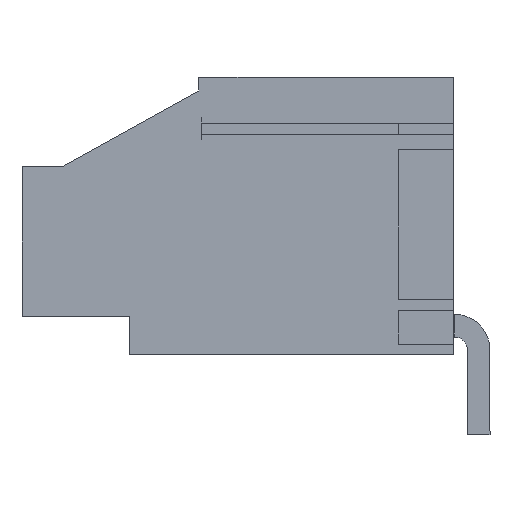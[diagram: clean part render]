
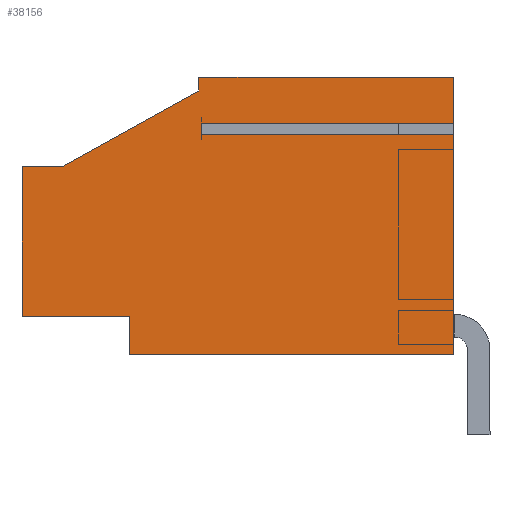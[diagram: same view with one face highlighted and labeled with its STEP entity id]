
A CAD part, left-side view. The second image highlights one B-rep face of the part: STEP entity #38156.
In plain terms, the highlighted planar face has unit normal (-1, 0, 0).
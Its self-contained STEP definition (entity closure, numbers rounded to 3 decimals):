
#38120=AXIS2_PLACEMENT_3D('Plane Axis2P3D',#38117,#38118,#38119) ;
#37702=CARTESIAN_POINT('Vertex',(-66.04,18.57,11.963)) ;
#37709=CARTESIAN_POINT('Vertex',(-66.04,18.57,6.022)) ;
#37712=CARTESIAN_POINT('Line Origine',(-66.04,18.57,8.992)) ;
#37745=CARTESIAN_POINT('Vertex',(-66.04,16.958,11.963)) ;
#37748=CARTESIAN_POINT('Line Origine',(-66.04,17.764,11.963)) ;
#37769=CARTESIAN_POINT('Vertex',(-66.04,11.55,14.961)) ;
#37772=CARTESIAN_POINT('Line Origine',(-66.04,14.254,13.462)) ;
#37796=CARTESIAN_POINT('Line Origine',(-66.04,11.55,15.239)) ;
#37800=CARTESIAN_POINT('Vertex',(-66.04,11.55,15.517)) ;
#37820=CARTESIAN_POINT('Line Origine',(-66.04,6.5,15.517)) ;
#37824=CARTESIAN_POINT('Vertex',(-66.04,1.45,15.517)) ;
#37862=CARTESIAN_POINT('Vertex',(-66.04,1.45,13.692)) ;
#37904=CARTESIAN_POINT('Vertex',(-66.04,1.45,13.242)) ;
#37907=CARTESIAN_POINT('Line Origine',(-66.04,1.45,8.879)) ;
#37911=CARTESIAN_POINT('Vertex',(-66.04,1.45,4.517)) ;
#37919=CARTESIAN_POINT('Line Origine',(-66.04,1.45,14.604)) ;
#38010=CARTESIAN_POINT('Vertex',(-66.04,14.3,4.517)) ;
#38028=CARTESIAN_POINT('Line Origine',(-66.04,7.875,4.517)) ;
#38061=CARTESIAN_POINT('Vertex',(-66.04,14.3,6.022)) ;
#38064=CARTESIAN_POINT('Line Origine',(-66.04,14.3,5.269)) ;
#38105=CARTESIAN_POINT('Line Origine',(-66.04,16.435,6.022)) ;
#38117=CARTESIAN_POINT('Axis2P3D Location',(-66.04,10.01,10.017)) ;
#38122=CARTESIAN_POINT('Line Origine',(-66.04,6.45,13.242)) ;
#38126=CARTESIAN_POINT('Vertex',(-66.04,11.45,13.242)) ;
#38129=CARTESIAN_POINT('Line Origine',(-66.04,11.45,13.467)) ;
#38133=CARTESIAN_POINT('Vertex',(-66.04,11.45,13.692)) ;
#38136=CARTESIAN_POINT('Line Origine',(-66.04,6.45,13.692)) ;
#37713=DIRECTION('Vector Direction',(0.,0.,1.)) ;
#37749=DIRECTION('Vector Direction',(0.,-1.,0.)) ;
#37773=DIRECTION('Vector Direction',(0.,-0.875,0.485)) ;
#37797=DIRECTION('Vector Direction',(0.,0.,-1.)) ;
#37821=DIRECTION('Vector Direction',(0.,1.,0.)) ;
#37908=DIRECTION('Vector Direction',(0.,0.,1.)) ;
#37920=DIRECTION('Vector Direction',(0.,0.,1.)) ;
#38029=DIRECTION('Vector Direction',(0.,1.,0.)) ;
#38065=DIRECTION('Vector Direction',(0.,0.,1.)) ;
#38106=DIRECTION('Vector Direction',(0.,-1.,0.)) ;
#38118=DIRECTION('Axis2P3D Direction',(-1.,0.,0.)) ;
#38119=DIRECTION('Axis2P3D XDirection',(0.,0.,1.)) ;
#38123=DIRECTION('Vector Direction',(0.,1.,0.)) ;
#38130=DIRECTION('Vector Direction',(0.,0.,1.)) ;
#38137=DIRECTION('Vector Direction',(0.,1.,0.)) ;
#37714=VECTOR('Line Direction',#37713,1.) ;
#37750=VECTOR('Line Direction',#37749,1.) ;
#37774=VECTOR('Line Direction',#37773,1.) ;
#37798=VECTOR('Line Direction',#37797,1.) ;
#37822=VECTOR('Line Direction',#37821,1.) ;
#37909=VECTOR('Line Direction',#37908,1.) ;
#37921=VECTOR('Line Direction',#37920,1.) ;
#38030=VECTOR('Line Direction',#38029,1.) ;
#38066=VECTOR('Line Direction',#38065,1.) ;
#38107=VECTOR('Line Direction',#38106,1.) ;
#38124=VECTOR('Line Direction',#38123,1.) ;
#38131=VECTOR('Line Direction',#38130,1.) ;
#38138=VECTOR('Line Direction',#38137,1.) ;
#38142=ORIENTED_EDGE('',*,*,#37923,.T.) ;
#38143=ORIENTED_EDGE('',*,*,#37826,.T.) ;
#38144=ORIENTED_EDGE('',*,*,#37802,.T.) ;
#38145=ORIENTED_EDGE('',*,*,#37776,.F.) ;
#38146=ORIENTED_EDGE('',*,*,#37752,.F.) ;
#38147=ORIENTED_EDGE('',*,*,#37716,.F.) ;
#38148=ORIENTED_EDGE('',*,*,#38109,.T.) ;
#38149=ORIENTED_EDGE('',*,*,#38068,.F.) ;
#38150=ORIENTED_EDGE('',*,*,#38032,.F.) ;
#38151=ORIENTED_EDGE('',*,*,#37913,.T.) ;
#38152=ORIENTED_EDGE('',*,*,#38128,.T.) ;
#38153=ORIENTED_EDGE('',*,*,#38135,.T.) ;
#38154=ORIENTED_EDGE('',*,*,#38140,.F.) ;
#38156=ADVANCED_FACE('18',(#38155),#38121,.T.) ;
#37716=EDGE_CURVE('',#37710,#37703,#37715,.T.) ;
#37752=EDGE_CURVE('',#37703,#37746,#37751,.T.) ;
#37776=EDGE_CURVE('',#37746,#37770,#37775,.T.) ;
#37802=EDGE_CURVE('',#37801,#37770,#37799,.T.) ;
#37826=EDGE_CURVE('',#37825,#37801,#37823,.T.) ;
#37913=EDGE_CURVE('',#37912,#37905,#37910,.T.) ;
#37923=EDGE_CURVE('',#37863,#37825,#37922,.T.) ;
#38032=EDGE_CURVE('',#37912,#38011,#38031,.T.) ;
#38068=EDGE_CURVE('',#38011,#38062,#38067,.T.) ;
#38109=EDGE_CURVE('',#37710,#38062,#38108,.T.) ;
#38128=EDGE_CURVE('',#37905,#38127,#38125,.T.) ;
#38135=EDGE_CURVE('',#38127,#38134,#38132,.T.) ;
#38140=EDGE_CURVE('',#37863,#38134,#38139,.T.) ;
#38141=EDGE_LOOP('',(#38142,#38143,#38144,#38145,#38146,#38147,#38148,#38149,#38150,#38151,#38152,#38153,#38154)) ;
#38155=FACE_OUTER_BOUND('',#38141,.T.) ;
#37715=LINE('Line',#37712,#37714) ;
#37751=LINE('Line',#37748,#37750) ;
#37775=LINE('Line',#37772,#37774) ;
#37799=LINE('Line',#37796,#37798) ;
#37823=LINE('Line',#37820,#37822) ;
#37910=LINE('Line',#37907,#37909) ;
#37922=LINE('Line',#37919,#37921) ;
#38031=LINE('Line',#38028,#38030) ;
#38067=LINE('Line',#38064,#38066) ;
#38108=LINE('Line',#38105,#38107) ;
#38125=LINE('Line',#38122,#38124) ;
#38132=LINE('Line',#38129,#38131) ;
#38139=LINE('Line',#38136,#38138) ;
#38121=PLANE('',#38120) ;
#37703=VERTEX_POINT('',#37702) ;
#37710=VERTEX_POINT('',#37709) ;
#37746=VERTEX_POINT('',#37745) ;
#37770=VERTEX_POINT('',#37769) ;
#37801=VERTEX_POINT('',#37800) ;
#37825=VERTEX_POINT('',#37824) ;
#37863=VERTEX_POINT('',#37862) ;
#37905=VERTEX_POINT('',#37904) ;
#37912=VERTEX_POINT('',#37911) ;
#38011=VERTEX_POINT('',#38010) ;
#38062=VERTEX_POINT('',#38061) ;
#38127=VERTEX_POINT('',#38126) ;
#38134=VERTEX_POINT('',#38133) ;
